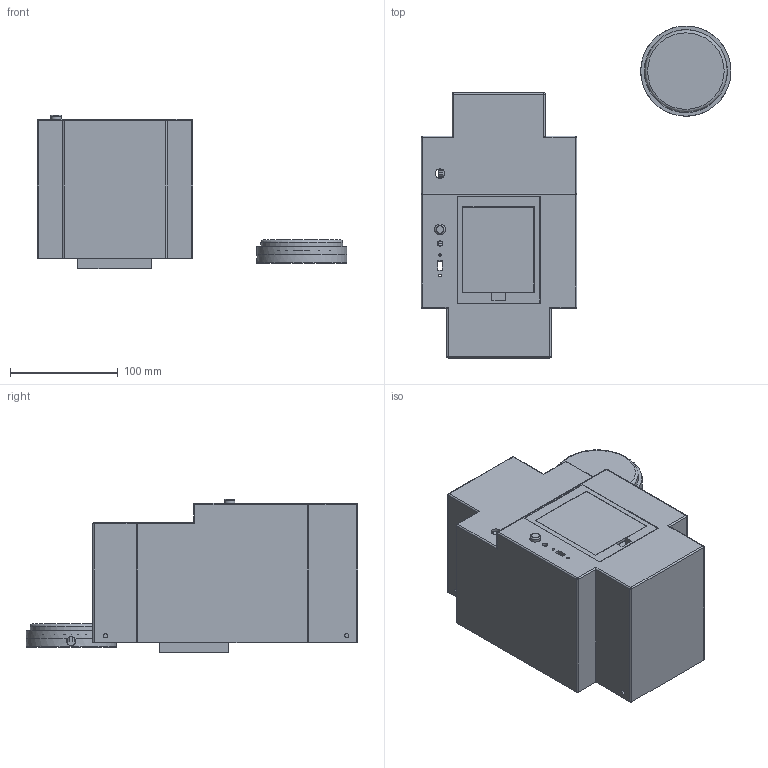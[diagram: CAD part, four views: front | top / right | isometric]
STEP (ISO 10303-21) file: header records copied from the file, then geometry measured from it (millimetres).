
FILE_DESCRIPTION(/* description */ (''),/* implementation_level */ '2;1');
FILE_NAME(/* name */ 'soccer-launcher.step',/* time_stamp */ '2025-07-25T14:47:41-05:00',/* author */ (''),/* organization */ (''),/* preprocessor_version */ 'ST-DEVELOPER v20.1',/* originating_system */ 'Autodesk Translation Framework v14.10.0.0',/* authorisation */ '');
FILE_SCHEMA (('AUTOMOTIVE_DESIGN { 1 0 10303 214 3 1 1 }'));
Length unit declared in the file: inch
Products named in the file (20): Soccer Launcher; Plunger Spring Lock; Launcher Base; Electronic Base; Gear Spacer; Long Gear Spacer; Pawl; Pawl Axle; Band Anchor; Battery Case; Full Gear; Battery Lid; Launch Button Case; Launch Button Top; Launch Button Base; Casing; Off Button Base; Off Button Top; Half Gear; Bottom Spacer
Assembly tree (22 placements, depth 2):
  Soccer Launcher
    Plunger Spring Lock
    Launcher Base
    Electronic Base
    Half Gear  x2
    Gear Spacer  x2
    Long Gear Spacer
    Pawl
    Pawl Axle
    Band Anchor
    Battery Case
    Full Gear  x2
    Battery Lid
    Launch Button Case
    Launch Button Top
    Launch Button Base
    Casing
    Off Button Base
    Off Button Top
    Bottom Spacer
Bounding box: 288.12 x 308.59 x 143.02 mm (x, y, z)
Volume: 1148478.2 mm3; surface area: 528412.7 mm2
Topology: 22 solids, 22 shells, 925 faces, 2510 edges, 1661 vertices
Faces by surface type: plane 445, cylinder 358, bspline 108, sphere 11, torus 3
Full cylindrical faces by diameter (mm): 2.286 x2, 3.048 x12, 3.302 x2, 3.81 x30, 4.572 x3, 5.08 x1, 5.334 x4, 5.918 x2, 6.35 x5, 7.62 x8, 7.772 x2, 7.798 x1, 7.823 x2, 7.976 x2, 8.382 x1, 8.89 x1, 9.652 x1, 10.16 x4, 11.176 x1, 11.684 x2, 12.7 x1, 13.081 x1, 13.208 x1, 14.732 x2, 25.4 x2, 76.2 x2, 77.216 x1, 78.74 x1, 79.248 x2, 81.28 x1
Entity records: 36818 total; most frequent: CARTESIAN_POINT 19343, ORIENTED_EDGE 3548, DIRECTION 3476, EDGE_CURVE 1774, VERTEX_POINT 1171, LINE 1162, VECTOR 1162, AXIS2_PLACEMENT_3D 1157
